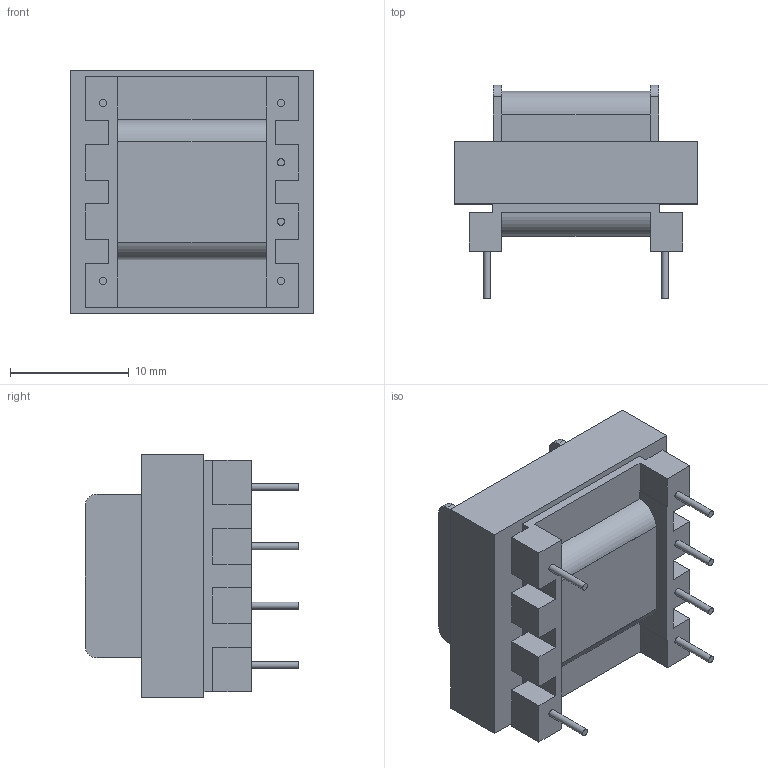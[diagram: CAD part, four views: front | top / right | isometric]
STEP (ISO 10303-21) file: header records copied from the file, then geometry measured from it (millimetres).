
FILE_DESCRIPTION(/* description */ (''),/* implementation_level */ '2;1');
FILE_NAME(/* name */ 'EF20 trafo 6 pin v2.step',/* time_stamp */ '2019-06-21T11:28:34+03:00',/* author */ (''),/* organization */ (''),/* preprocessor_version */ 'ST-DEVELOPER v18',/* originating_system */ 'Autodesk Translation Framework v8.2.0.1029',/* authorisation */ '');
FILE_SCHEMA (('AUTOMOTIVE_DESIGN { 1 0 10303 214 3 1 1 }'));
Length unit declared in the file: millimetre
Products named in the file (1): EF20 trafo 6 pin
Bounding box: 20.5 x 18 x 20.5 mm (x, y, z)
Volume: 3582.8 mm3; surface area: 2681.8 mm2
Topology: 1 solids, 1 shells, 94 faces, 261 edges, 178 vertices
Faces by surface type: plane 80, cylinder 14
Full cylindrical faces by diameter (mm): 0.6 x6
Entity records: 3124 total; most frequent: CARTESIAN_POINT 534, ORIENTED_EDGE 522, DIRECTION 491, EDGE_CURVE 261, LINE 221, VECTOR 221, VERTEX_POINT 178, AXIS2_PLACEMENT_3D 135
